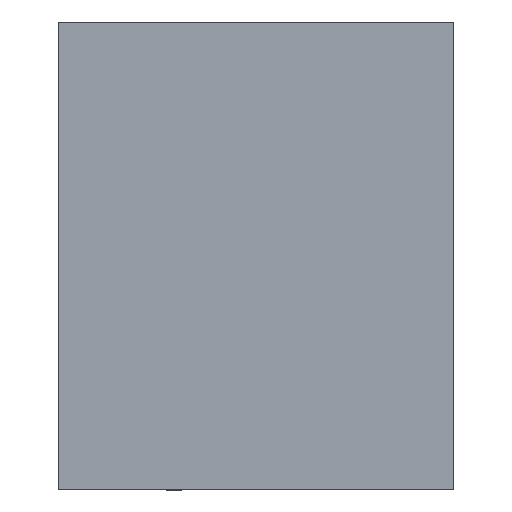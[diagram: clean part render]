
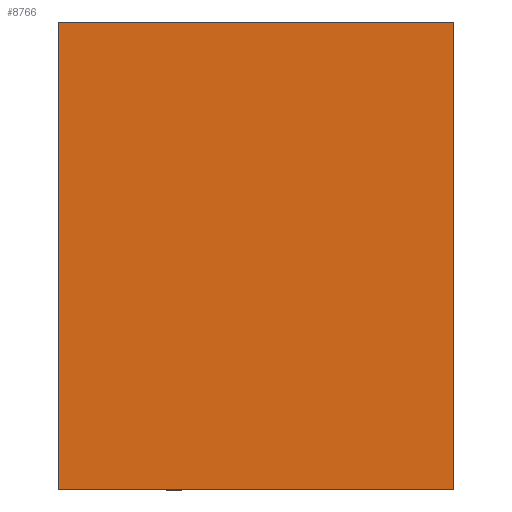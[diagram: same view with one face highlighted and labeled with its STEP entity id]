
A CAD part, top view. The second image highlights one B-rep face of the part: STEP entity #8766.
In plain terms, the highlighted planar face has unit normal (0, 0, 1).
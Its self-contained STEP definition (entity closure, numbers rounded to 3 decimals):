
#1034=ORIENTED_EDGE('',*,*,#2601,.T.);
#1035=ORIENTED_EDGE('',*,*,#2602,.F.);
#1036=ORIENTED_EDGE('',*,*,#2603,.F.);
#1037=ORIENTED_EDGE('',*,*,#2604,.T.);
#2601=EDGE_CURVE('',#3396,#3397,#4129,.T.);
#2602=EDGE_CURVE('',#3398,#3397,#4130,.T.);
#2603=EDGE_CURVE('',#3399,#3398,#4131,.T.);
#2604=EDGE_CURVE('',#3399,#3396,#4132,.T.);
#3396=VERTEX_POINT('',#12118);
#3397=VERTEX_POINT('',#12119);
#3398=VERTEX_POINT('',#12121);
#3399=VERTEX_POINT('',#12123);
#4129=LINE('',#12117,#4977);
#4130=LINE('',#12120,#4978);
#4131=LINE('',#12122,#4979);
#4132=LINE('',#12124,#4980);
#4977=VECTOR('',#10192,1000.);
#4978=VECTOR('',#10193,1000.);
#4979=VECTOR('',#10194,1000.);
#4980=VECTOR('',#10195,1000.);
#5492=EDGE_LOOP('',(#1034,#1035,#1036,#1037));
#5848=FACE_BOUND('',#5492,.T.);
#6185=PLANE('',#9119);
#8766=ADVANCED_FACE('',(#5848),#6185,.F.);
#9119=AXIS2_PLACEMENT_3D('',#12116,#10190,#10191);
#10190=DIRECTION('',(0.,0.,-1.));
#10191=DIRECTION('',(0.,1.,0.));
#10192=DIRECTION('',(0.,1.,0.));
#10193=DIRECTION('',(1.,0.,0.));
#10194=DIRECTION('',(0.,1.,0.));
#10195=DIRECTION('',(1.,0.,0.));
#12116=CARTESIAN_POINT('',(-3.25,-2.75,5.055));
#12117=CARTESIAN_POINT('',(3.25,-2.75,5.055));
#12118=CARTESIAN_POINT('',(3.25,-2.75,5.055));
#12119=CARTESIAN_POINT('',(3.25,2.75,5.055));
#12120=CARTESIAN_POINT('',(-3.25,2.75,5.055));
#12121=CARTESIAN_POINT('',(-3.25,2.75,5.055));
#12122=CARTESIAN_POINT('',(-3.25,-2.75,5.055));
#12123=CARTESIAN_POINT('',(-3.25,-2.75,5.055));
#12124=CARTESIAN_POINT('',(-3.25,-2.75,5.055));
